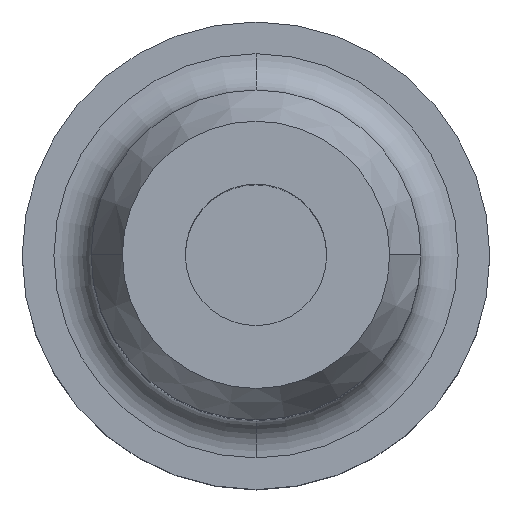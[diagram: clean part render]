
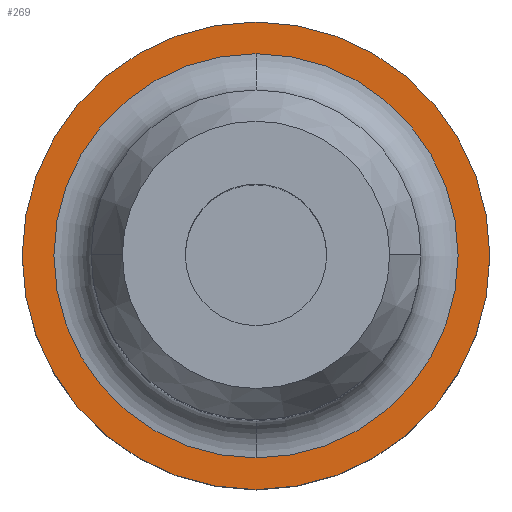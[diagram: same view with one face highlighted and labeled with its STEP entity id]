
A CAD part, top view. The second image highlights one B-rep face of the part: STEP entity #269.
In plain terms, the highlighted planar face has unit normal (0, 0, 1).
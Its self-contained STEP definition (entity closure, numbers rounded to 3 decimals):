
#40 = VERTEX_POINT ( 'NONE', #1163 ) ;
#46 = CARTESIAN_POINT ( 'NONE',  ( 0., 0., 26. ) ) ;
#57 = PLANE ( 'NONE',  #667 ) ;
#65 = CARTESIAN_POINT ( 'NONE',  ( 0., 0., 26. ) ) ;
#67 = DIRECTION ( 'NONE',  ( 0., -1., 0. ) ) ;
#69 = DIRECTION ( 'NONE',  ( 0., 0., -1. ) ) ;
#127 = FACE_OUTER_BOUND ( 'NONE', #258, .T. ) ;
#166 = AXIS2_PLACEMENT_3D ( 'NONE', #337, #1093, #659 ) ;
#230 = CARTESIAN_POINT ( 'NONE',  ( 0., -27.225, 26. ) ) ;
#258 = EDGE_LOOP ( 'NONE', ( #576, #1388 ) ) ;
#269 = ADVANCED_FACE ( 'NONE', ( #1051, #127 ), #57, .T. ) ;
#290 = ORIENTED_EDGE ( 'NONE', *, *, #1208, .T. ) ;
#337 = CARTESIAN_POINT ( 'NONE',  ( 0., 0., 26. ) ) ;
#370 = EDGE_CURVE ( 'NONE', #689, #877, #1214, .T. ) ;
#390 = DIRECTION ( 'NONE',  ( 0., 1., 0. ) ) ;
#397 = AXIS2_PLACEMENT_3D ( 'NONE', #1022, #804, #470 ) ;
#406 = CIRCLE ( 'NONE', #1062, 31.5 ) ;
#470 = DIRECTION ( 'NONE',  ( 0., 1., 0. ) ) ;
#563 = CIRCLE ( 'NONE', #166, 27.225 ) ;
#564 = DIRECTION ( 'NONE',  ( 0., 0., -1. ) ) ;
#569 = EDGE_CURVE ( 'NONE', #877, #689, #406, .T. ) ;
#576 = ORIENTED_EDGE ( 'NONE', *, *, #370, .F. ) ;
#659 = DIRECTION ( 'NONE',  ( 0., -1., 0. ) ) ;
#667 = AXIS2_PLACEMENT_3D ( 'NONE', #46, #1018, #67 ) ;
#688 = CIRCLE ( 'NONE', #1074, 27.225 ) ;
#689 = VERTEX_POINT ( 'NONE', #934 ) ;
#804 = DIRECTION ( 'NONE',  ( 0., 0., -1. ) ) ;
#870 = CARTESIAN_POINT ( 'NONE',  ( 0., -31.5, 26. ) ) ;
#877 = VERTEX_POINT ( 'NONE', #870 ) ;
#918 = EDGE_CURVE ( 'NONE', #919, #40, #563, .T. ) ;
#919 = VERTEX_POINT ( 'NONE', #230 ) ;
#934 = CARTESIAN_POINT ( 'NONE',  ( 0., 31.5, 26. ) ) ;
#1018 = DIRECTION ( 'NONE',  ( 0., 0., 1. ) ) ;
#1022 = CARTESIAN_POINT ( 'NONE',  ( 0., 0., 26. ) ) ;
#1051 = FACE_BOUND ( 'NONE', #1266, .T. ) ;
#1062 = AXIS2_PLACEMENT_3D ( 'NONE', #65, #69, #390 ) ;
#1074 = AXIS2_PLACEMENT_3D ( 'NONE', #1205, #564, #1295 ) ;
#1093 = DIRECTION ( 'NONE',  ( 0., 0., -1. ) ) ;
#1159 = ORIENTED_EDGE ( 'NONE', *, *, #918, .T. ) ;
#1163 = CARTESIAN_POINT ( 'NONE',  ( 0., 27.225, 26. ) ) ;
#1205 = CARTESIAN_POINT ( 'NONE',  ( 0., 0., 26. ) ) ;
#1208 = EDGE_CURVE ( 'NONE', #40, #919, #688, .T. ) ;
#1214 = CIRCLE ( 'NONE', #397, 31.5 ) ;
#1266 = EDGE_LOOP ( 'NONE', ( #1159, #290 ) ) ;
#1295 = DIRECTION ( 'NONE',  ( 0., -1., 0. ) ) ;
#1388 = ORIENTED_EDGE ( 'NONE', *, *, #569, .F. ) ;
